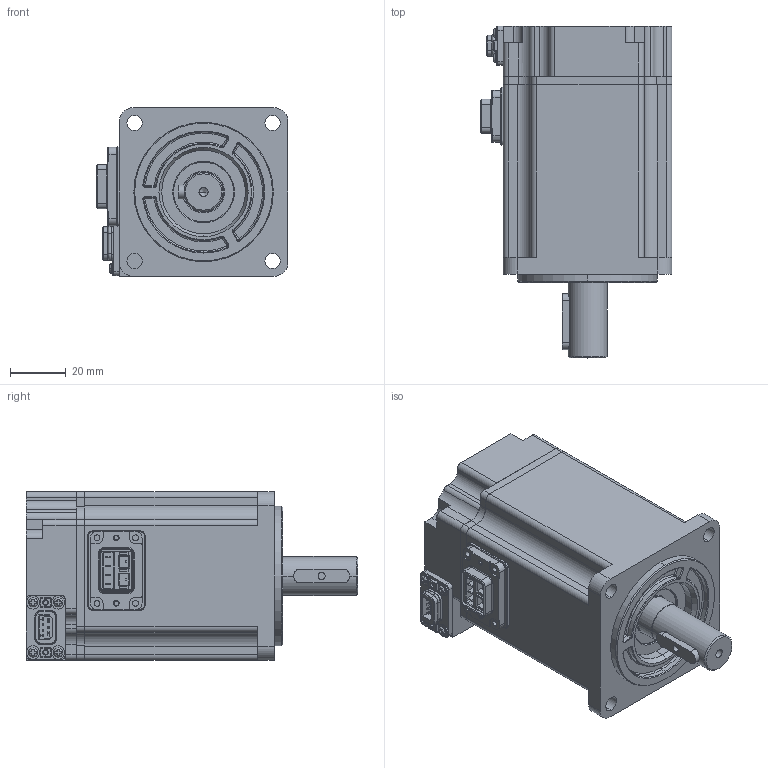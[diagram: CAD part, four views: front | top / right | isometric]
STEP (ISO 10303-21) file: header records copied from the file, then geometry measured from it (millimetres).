
FILE_DESCRIPTION (( 'STEP AP214' ), '1' );
FILE_NAME ('RSDA-400W-C.STEP', '2024-04-02T06:25:47', ( '' ), ( '' ), 'SwSTEP 2.0', 'SolidWorks 2023', '' );
FILE_SCHEMA (( 'AUTOMOTIVE_DESIGN' ));
Length unit declared in the file: millimetre
Products named in the file (13): 60SF400-K1445-024; 轴承6202; 轴承6000; SC-MC7P-A60G-00-7xin.stp; 60SF400一体机壳; SC-MC6P-AE2G-F0&G0---.stp; φ13磁铁; 键5x20; S60DG-B-015DY; RSDA-400W-C; φ13磁铁托盘; 60伺服后罩H18; ZH-D40-003.step
Assembly tree (12 placements, depth 2):
  RSDA-400W-C
    60SF400一体机壳
    60SF400-K1445-024
    轴承6000
    轴承6202
    S60DG-B-015DY
    ZH-D40-003.step
    φ13磁铁
    φ13磁铁托盘
    60伺服后罩H18
    SC-MC6P-AE2G-F0&G0---.stp
    SC-MC7P-A60G-00-7xin.stp
    键5x20
Bounding box: 68.8 x 119 x 60.5 mm (x, y, z)
Volume: 134949.8 mm3; surface area: 80308.1 mm2
Topology: 14 solids, 14 shells, 1931 faces, 4948 edges, 3142 vertices
Faces by surface type: plane 974, cylinder 687, cone 140, torus 74, bspline 36, sphere 20
Entity records: 71036 total; most frequent: CARTESIAN_POINT 23784, ORIENTED_EDGE 9820, DIRECTION 9627, EDGE_CURVE 4910, AXIS2_PLACEMENT_3D 3386, VERTEX_POINT 3142, LINE 2855, VECTOR 2855
